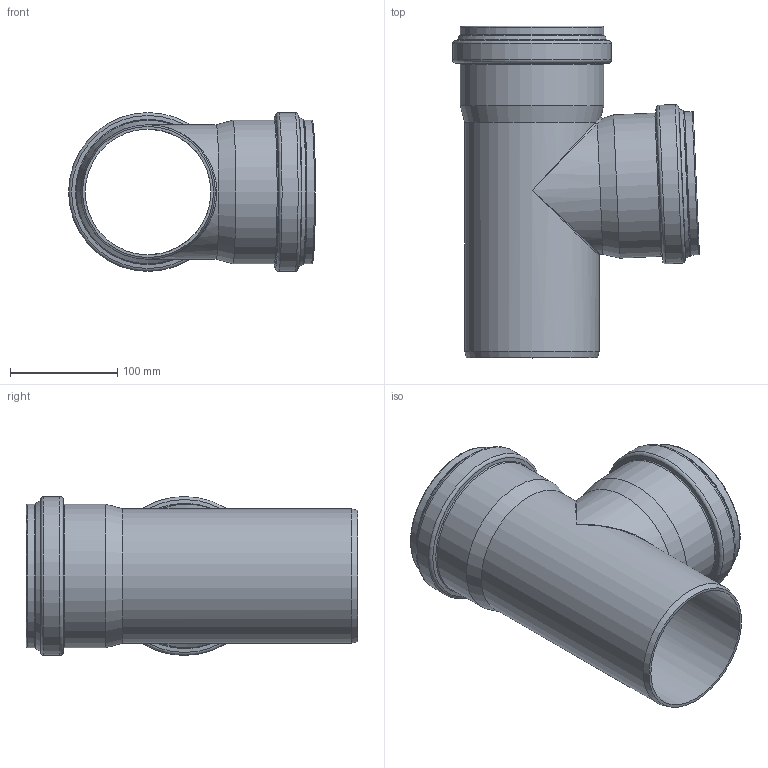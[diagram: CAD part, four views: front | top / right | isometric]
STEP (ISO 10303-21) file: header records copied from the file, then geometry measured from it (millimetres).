
FILE_DESCRIPTION(/* description */ (''),/* implementation_level */ '2;1');
FILE_NAME(/* name */ '774440z.stp',/* time_stamp */ '2024-07-24T10:09:55+02:00',/* author */ ('corinna'),/* organization */ (''),/* preprocessor_version */ 'ST-DEVELOPER v20',/* originating_system */ 'Autodesk Inventor 2024',/* authorisation */ '');
FILE_SCHEMA (('AUTOMOTIVE_DESIGN { 1 0 10303 214 3 1 1 }'));
Length unit declared in the file: millimetre
Products named in the file (1): 774440z
Bounding box: 229.62 x 308.7 x 147.8 mm (x, y, z)
Volume: 636017.4 mm3; surface area: 324724.7 mm2
Topology: 1 solids, 1 shells, 74 faces, 207 edges, 132 vertices
Faces by surface type: torus 28, cone 19, cylinder 18, plane 5, bspline 4
Full cylindrical faces by diameter (mm): 116.9 x2, 125.1 x1, 125.8 x2, 125.9 x4, 133.4 x2, 133.5 x2, 140.2 x2, 147.8 x2
Entity records: 2699 total; most frequent: CARTESIAN_POINT 644, DIRECTION 493, ORIENTED_EDGE 406, AXIS2_PLACEMENT_3D 228, EDGE_CURVE 203, CIRCLE 146, VERTEX_POINT 132, EDGE_LOOP 79
